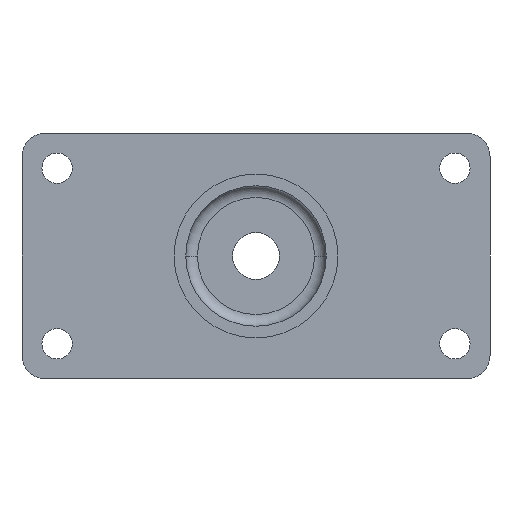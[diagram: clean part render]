
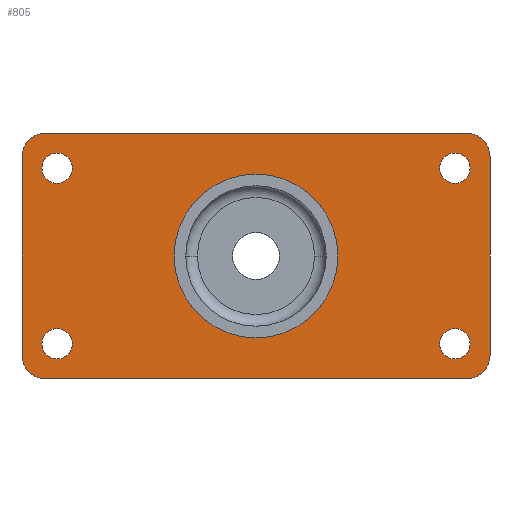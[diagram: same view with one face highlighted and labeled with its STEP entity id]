
A CAD part, front view. The second image highlights one B-rep face of the part: STEP entity #805.
In plain terms, the highlighted planar face has unit normal (0, -1, 0).
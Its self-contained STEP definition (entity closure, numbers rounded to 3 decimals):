
#16=CARTESIAN_POINT('',(-85.,0.,37.5));
#17=DIRECTION('',(0.,1.,0.));
#18=DIRECTION('',(1.,0.,0.));
#19=AXIS2_PLACEMENT_3D('',#16,#17,#18);
#21=CARTESIAN_POINT('',(-85.,0.,37.5));
#22=DIRECTION('',(0.,1.,0.));
#23=DIRECTION('',(-1.,0.,0.));
#24=AXIS2_PLACEMENT_3D('',#21,#22,#23);
#26=CARTESIAN_POINT('',(-85.,0.,-37.5));
#27=DIRECTION('',(0.,1.,0.));
#28=DIRECTION('',(1.,0.,0.));
#29=AXIS2_PLACEMENT_3D('',#26,#27,#28);
#31=CARTESIAN_POINT('',(-85.,0.,-37.5));
#32=DIRECTION('',(0.,1.,0.));
#33=DIRECTION('',(-1.,0.,0.));
#34=AXIS2_PLACEMENT_3D('',#31,#32,#33);
#36=CARTESIAN_POINT('',(85.,0.,37.5));
#37=DIRECTION('',(0.,1.,0.));
#38=DIRECTION('',(1.,0.,0.));
#39=AXIS2_PLACEMENT_3D('',#36,#37,#38);
#41=CARTESIAN_POINT('',(85.,0.,37.5));
#42=DIRECTION('',(0.,1.,0.));
#43=DIRECTION('',(-1.,0.,0.));
#44=AXIS2_PLACEMENT_3D('',#41,#42,#43);
#46=CARTESIAN_POINT('',(85.,0.,-37.5));
#47=DIRECTION('',(0.,1.,0.));
#48=DIRECTION('',(1.,0.,0.));
#49=AXIS2_PLACEMENT_3D('',#46,#47,#48);
#51=CARTESIAN_POINT('',(85.,0.,-37.5));
#52=DIRECTION('',(0.,1.,0.));
#53=DIRECTION('',(-1.,0.,0.));
#54=AXIS2_PLACEMENT_3D('',#51,#52,#53);
#56=CARTESIAN_POINT('',(0.,0.,0.));
#57=DIRECTION('',(0.,1.,0.));
#58=DIRECTION('',(-1.,0.,0.));
#59=AXIS2_PLACEMENT_3D('',#56,#57,#58);
#61=CARTESIAN_POINT('',(0.,0.,0.));
#62=DIRECTION('',(0.,1.,0.));
#63=DIRECTION('',(1.,0.,0.));
#64=AXIS2_PLACEMENT_3D('',#61,#62,#63);
#66=CARTESIAN_POINT('',(-90.,0.,-42.5));
#67=DIRECTION('',(0.,-1.,0.));
#68=DIRECTION('',(-1.,0.,0.));
#69=AXIS2_PLACEMENT_3D('',#66,#67,#68);
#71=DIRECTION('',(0.,0.,1.));
#72=VECTOR('',#71,85.);
#73=CARTESIAN_POINT('',(-100.,0.,-42.5));
#74=LINE('',#73,#72);
#75=CARTESIAN_POINT('',(-90.,0.,42.5));
#76=DIRECTION('',(0.,-1.,0.));
#77=DIRECTION('',(0.,0.,1.));
#78=AXIS2_PLACEMENT_3D('',#75,#76,#77);
#80=DIRECTION('',(1.,0.,0.));
#81=VECTOR('',#80,180.);
#82=CARTESIAN_POINT('',(-90.,0.,52.5));
#83=LINE('',#82,#81);
#84=CARTESIAN_POINT('',(90.,0.,42.5));
#85=DIRECTION('',(0.,-1.,0.));
#86=DIRECTION('',(1.,0.,0.));
#87=AXIS2_PLACEMENT_3D('',#84,#85,#86);
#89=DIRECTION('',(0.,0.,-1.));
#90=VECTOR('',#89,85.);
#91=CARTESIAN_POINT('',(100.,0.,42.5));
#92=LINE('',#91,#90);
#93=CARTESIAN_POINT('',(90.,0.,-42.5));
#94=DIRECTION('',(0.,-1.,0.));
#95=DIRECTION('',(0.,0.,-1.));
#96=AXIS2_PLACEMENT_3D('',#93,#94,#95);
#98=DIRECTION('',(-1.,0.,0.));
#99=VECTOR('',#98,180.);
#100=CARTESIAN_POINT('',(90.,0.,-52.5));
#101=LINE('',#100,#99);
#600=CARTESIAN_POINT('',(-78.5,0.,37.5));
#601=CARTESIAN_POINT('',(-91.5,0.,37.5));
#602=VERTEX_POINT('',#600);
#603=VERTEX_POINT('',#601);
#616=CARTESIAN_POINT('',(-78.5,0.,-37.5));
#617=CARTESIAN_POINT('',(-91.5,0.,-37.5));
#618=VERTEX_POINT('',#616);
#619=VERTEX_POINT('',#617);
#632=CARTESIAN_POINT('',(91.5,0.,37.5));
#633=CARTESIAN_POINT('',(78.5,0.,37.5));
#634=VERTEX_POINT('',#632);
#635=VERTEX_POINT('',#633);
#648=CARTESIAN_POINT('',(91.5,0.,-37.5));
#649=CARTESIAN_POINT('',(78.5,0.,-37.5));
#650=VERTEX_POINT('',#648);
#651=VERTEX_POINT('',#649);
#668=CARTESIAN_POINT('',(-35.,0.,0.));
#669=CARTESIAN_POINT('',(35.,0.,0.));
#670=VERTEX_POINT('',#668);
#671=VERTEX_POINT('',#669);
#692=CARTESIAN_POINT('',(-100.,0.,-42.5));
#693=CARTESIAN_POINT('',(-90.,0.,-52.5));
#694=VERTEX_POINT('',#692);
#695=VERTEX_POINT('',#693);
#700=CARTESIAN_POINT('',(-90.,0.,52.5));
#701=CARTESIAN_POINT('',(-100.,0.,42.5));
#702=VERTEX_POINT('',#700);
#703=VERTEX_POINT('',#701);
#708=CARTESIAN_POINT('',(90.,0.,-52.5));
#709=CARTESIAN_POINT('',(100.,0.,-42.5));
#710=VERTEX_POINT('',#708);
#711=VERTEX_POINT('',#709);
#716=CARTESIAN_POINT('',(100.,0.,42.5));
#717=CARTESIAN_POINT('',(90.,0.,52.5));
#718=VERTEX_POINT('',#716);
#719=VERTEX_POINT('',#717);
#752=CARTESIAN_POINT('',(0.,0.,0.));
#753=DIRECTION('',(0.,1.,0.));
#754=DIRECTION('',(1.,0.,0.));
#755=AXIS2_PLACEMENT_3D('',#752,#753,#754);
#756=PLANE('',#755);
#758=ORIENTED_EDGE('',*,*,#757,.F.);
#760=ORIENTED_EDGE('',*,*,#759,.T.);
#762=ORIENTED_EDGE('',*,*,#761,.F.);
#764=ORIENTED_EDGE('',*,*,#763,.T.);
#766=ORIENTED_EDGE('',*,*,#765,.F.);
#768=ORIENTED_EDGE('',*,*,#767,.T.);
#770=ORIENTED_EDGE('',*,*,#769,.F.);
#772=ORIENTED_EDGE('',*,*,#771,.T.);
#773=EDGE_LOOP('',(#758,#760,#762,#764,#766,#768,#770,#772));
#774=FACE_OUTER_BOUND('',#773,.F.);
#776=ORIENTED_EDGE('',*,*,#775,.F.);
#778=ORIENTED_EDGE('',*,*,#777,.F.);
#779=EDGE_LOOP('',(#776,#778));
#780=FACE_BOUND('',#779,.F.);
#782=ORIENTED_EDGE('',*,*,#781,.F.);
#784=ORIENTED_EDGE('',*,*,#783,.F.);
#785=EDGE_LOOP('',(#782,#784));
#786=FACE_BOUND('',#785,.F.);
#788=ORIENTED_EDGE('',*,*,#787,.F.);
#790=ORIENTED_EDGE('',*,*,#789,.F.);
#791=EDGE_LOOP('',(#788,#790));
#792=FACE_BOUND('',#791,.F.);
#794=ORIENTED_EDGE('',*,*,#793,.F.);
#796=ORIENTED_EDGE('',*,*,#795,.F.);
#797=EDGE_LOOP('',(#794,#796));
#798=FACE_BOUND('',#797,.F.);
#800=ORIENTED_EDGE('',*,*,#799,.F.);
#802=ORIENTED_EDGE('',*,*,#801,.F.);
#803=EDGE_LOOP('',(#800,#802));
#804=FACE_BOUND('',#803,.F.);
#20=CIRCLE('',#19,6.5);
#25=CIRCLE('',#24,6.5);
#30=CIRCLE('',#29,6.5);
#35=CIRCLE('',#34,6.5);
#40=CIRCLE('',#39,6.5);
#45=CIRCLE('',#44,6.5);
#50=CIRCLE('',#49,6.5);
#55=CIRCLE('',#54,6.5);
#60=CIRCLE('',#59,35.);
#65=CIRCLE('',#64,35.);
#70=CIRCLE('',#69,10.);
#79=CIRCLE('',#78,10.);
#88=CIRCLE('',#87,10.);
#97=CIRCLE('',#96,10.);
#757=EDGE_CURVE('',#694,#695,#70,.T.);
#759=EDGE_CURVE('',#694,#703,#74,.T.);
#761=EDGE_CURVE('',#702,#703,#79,.T.);
#763=EDGE_CURVE('',#702,#719,#83,.T.);
#765=EDGE_CURVE('',#718,#719,#88,.T.);
#767=EDGE_CURVE('',#718,#711,#92,.T.);
#769=EDGE_CURVE('',#710,#711,#97,.T.);
#771=EDGE_CURVE('',#710,#695,#101,.T.);
#775=EDGE_CURVE('',#618,#619,#30,.T.);
#777=EDGE_CURVE('',#619,#618,#35,.T.);
#781=EDGE_CURVE('',#634,#635,#40,.T.);
#783=EDGE_CURVE('',#635,#634,#45,.T.);
#787=EDGE_CURVE('',#650,#651,#50,.T.);
#789=EDGE_CURVE('',#651,#650,#55,.T.);
#793=EDGE_CURVE('',#670,#671,#60,.T.);
#795=EDGE_CURVE('',#671,#670,#65,.T.);
#799=EDGE_CURVE('',#602,#603,#20,.T.);
#801=EDGE_CURVE('',#603,#602,#25,.T.);
#805=ADVANCED_FACE('',(#774,#780,#786,#792,#798,#804),#756,.F.);
